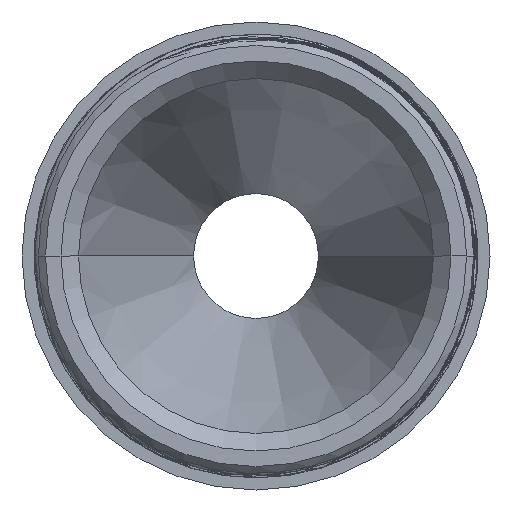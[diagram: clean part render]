
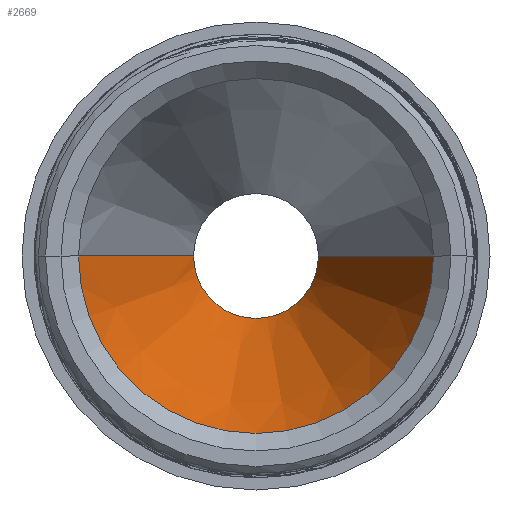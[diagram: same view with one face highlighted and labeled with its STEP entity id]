
A CAD part, left-side view. The second image highlights one B-rep face of the part: STEP entity #2669.
In plain terms, the highlighted conical face has half-angle 20 degrees and reference radius 22.75 mm.
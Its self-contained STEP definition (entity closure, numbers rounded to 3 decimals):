
#86 = CARTESIAN_POINT ( 'NONE',  ( -30.916, -17.989, 0. ) ) ;
#153 = DIRECTION ( 'NONE',  ( 1., 0., 0. ) ) ;
#290 = VECTOR ( 'NONE', #590, 1000. ) ;
#347 = CARTESIAN_POINT ( 'NONE',  ( -30.916, 27.511, 0. ) ) ;
#381 = EDGE_CURVE ( 'NONE', #5023, #6087, #5579, .T. ) ;
#451 = CARTESIAN_POINT ( 'NONE',  ( 9.609, 12.761, 0. ) ) ;
#517 = CIRCLE ( 'NONE', #4650, 8. ) ;
#546 = ORIENTED_EDGE ( 'NONE', *, *, #2925, .F. ) ;
#590 = DIRECTION ( 'NONE',  ( -0.94, -0.342, 0. ) ) ;
#821 = DIRECTION ( 'NONE',  ( 0., 1., 0. ) ) ;
#1250 = ORIENTED_EDGE ( 'NONE', *, *, #6529, .T. ) ;
#1421 = DIRECTION ( 'NONE',  ( -1., 0., 0. ) ) ;
#1536 = ORIENTED_EDGE ( 'NONE', *, *, #381, .F. ) ;
#1585 = AXIS2_PLACEMENT_3D ( 'NONE', #4273, #1421, #6509 ) ;
#1919 = EDGE_CURVE ( 'NONE', #6450, #6087, #3826, .T. ) ;
#2034 = DIRECTION ( 'NONE',  ( -0.94, 0.342, 0. ) ) ;
#2390 = AXIS2_PLACEMENT_3D ( 'NONE', #5228, #4203, #6916 ) ;
#2558 = ORIENTED_EDGE ( 'NONE', *, *, #1919, .T. ) ;
#2594 = FACE_OUTER_BOUND ( 'NONE', #4441, .T. ) ;
#2669 = ADVANCED_FACE ( 'NONE', ( #2594 ), #6408, .F. ) ;
#2925 = EDGE_CURVE ( 'NONE', #6214, #5023, #5678, .T. ) ;
#3826 = LINE ( 'NONE', #347, #6871 ) ;
#4203 = DIRECTION ( 'NONE',  ( 1., 0., 0. ) ) ;
#4273 = CARTESIAN_POINT ( 'NONE',  ( -30.916, 4.761, 0. ) ) ;
#4376 = CARTESIAN_POINT ( 'NONE',  ( 9.609, -3.239, 0. ) ) ;
#4441 = EDGE_LOOP ( 'NONE', ( #1250, #2558, #1536, #546 ) ) ;
#4650 = AXIS2_PLACEMENT_3D ( 'NONE', #5325, #153, #821 ) ;
#5023 = VERTEX_POINT ( 'NONE', #86 ) ;
#5228 = CARTESIAN_POINT ( 'NONE',  ( -30.916, 4.761, 0. ) ) ;
#5325 = CARTESIAN_POINT ( 'NONE',  ( 9.609, 4.761, 0. ) ) ;
#5579 = CIRCLE ( 'NONE', #2390, 22.75 ) ;
#5643 = CARTESIAN_POINT ( 'NONE',  ( -30.916, -17.989, 0. ) ) ;
#5678 = LINE ( 'NONE', #5643, #290 ) ;
#6024 = CARTESIAN_POINT ( 'NONE',  ( -30.916, 27.511, 0. ) ) ;
#6087 = VERTEX_POINT ( 'NONE', #6024 ) ;
#6214 = VERTEX_POINT ( 'NONE', #4376 ) ;
#6408 = CONICAL_SURFACE ( 'NONE', #1585, 22.75, 0.349 ) ;
#6450 = VERTEX_POINT ( 'NONE', #451 ) ;
#6509 = DIRECTION ( 'NONE',  ( 0., -1., 0. ) ) ;
#6529 = EDGE_CURVE ( 'NONE', #6214, #6450, #517, .T. ) ;
#6871 = VECTOR ( 'NONE', #2034, 1000. ) ;
#6916 = DIRECTION ( 'NONE',  ( 0., 1., 0. ) ) ;
